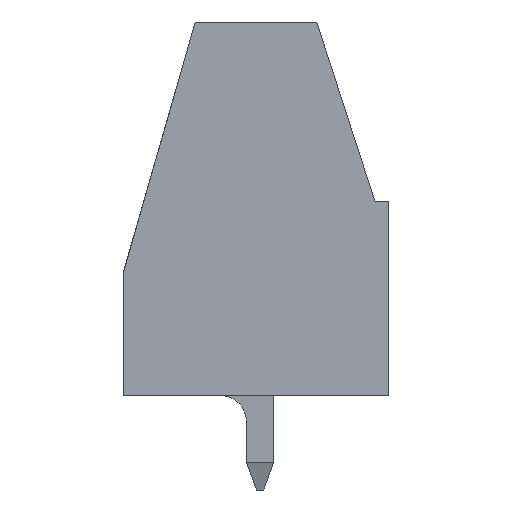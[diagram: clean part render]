
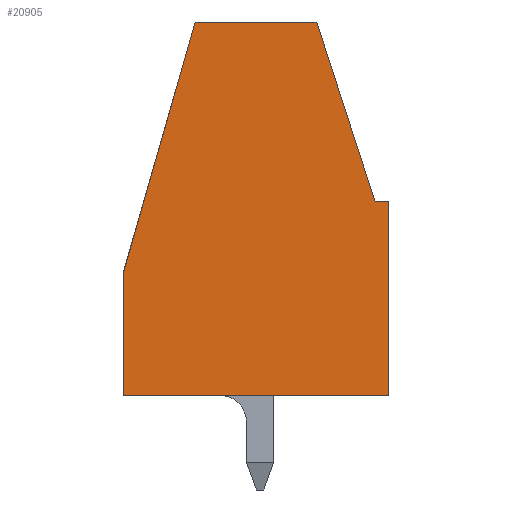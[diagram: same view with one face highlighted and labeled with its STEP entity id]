
A CAD part, left-side view. The second image highlights one B-rep face of the part: STEP entity #20905.
In plain terms, the highlighted planar face has unit normal (-1, 0, 0).
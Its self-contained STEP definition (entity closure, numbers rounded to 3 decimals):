
#9 = CARTESIAN_POINT ( 'NONE',  ( -11.43, 4.9, -13.8 ) ) ;
#133 = VERTEX_POINT ( 'NONE', #9 ) ;
#374 = VECTOR ( 'NONE', #15743, 1000. ) ;
#531 = FACE_OUTER_BOUND ( 'NONE', #19954, .T. ) ;
#723 = EDGE_CURVE ( 'NONE', #133, #26985, #24468, .T. ) ;
#1451 = CARTESIAN_POINT ( 'NONE',  ( -11.43, 2.25, 0. ) ) ;
#1568 = CARTESIAN_POINT ( 'NONE',  ( -11.43, -4.9, -13.8 ) ) ;
#2790 = EDGE_CURVE ( 'NONE', #16357, #5080, #3665, .T. ) ;
#2924 = ORIENTED_EDGE ( 'NONE', *, *, #3964, .F. ) ;
#3525 = EDGE_CURVE ( 'NONE', #26985, #16357, #7143, .T. ) ;
#3533 = AXIS2_PLACEMENT_3D ( 'NONE', #19491, #4260, #25790 ) ;
#3665 = LINE ( 'NONE', #9451, #11925 ) ;
#3964 = EDGE_CURVE ( 'NONE', #18887, #9441, #24322, .T. ) ;
#4260 = DIRECTION ( 'NONE',  ( -1., 0., 0. ) ) ;
#4978 = DIRECTION ( 'NONE',  ( 0., 0., 1. ) ) ;
#5080 = VERTEX_POINT ( 'NONE', #11092 ) ;
#5443 = EDGE_CURVE ( 'NONE', #18887, #19489, #17639, .T. ) ;
#7143 = LINE ( 'NONE', #24162, #16230 ) ;
#7445 = CARTESIAN_POINT ( 'NONE',  ( -11.43, 2.079, 0.596 ) ) ;
#7455 = DIRECTION ( 'NONE',  ( 0., -1., 0. ) ) ;
#7597 = CARTESIAN_POINT ( 'NONE',  ( -11.43, 4.9, -13.8 ) ) ;
#9283 = VECTOR ( 'NONE', #7455, 1000. ) ;
#9369 = EDGE_CURVE ( 'NONE', #5080, #9441, #17373, .T. ) ;
#9441 = VERTEX_POINT ( 'NONE', #13814 ) ;
#9451 = CARTESIAN_POINT ( 'NONE',  ( -11.43, 0., -6.617 ) ) ;
#9983 = DIRECTION ( 'NONE',  ( 0., 1., 0. ) ) ;
#10225 = LINE ( 'NONE', #12282, #374 ) ;
#11092 = CARTESIAN_POINT ( 'NONE',  ( -11.43, -4.4, -6.617 ) ) ;
#11319 = DIRECTION ( 'NONE',  ( 0., 0.276, -0.961 ) ) ;
#11915 = VECTOR ( 'NONE', #25721, 1000. ) ;
#11925 = VECTOR ( 'NONE', #9983, 1000. ) ;
#12282 = CARTESIAN_POINT ( 'NONE',  ( -11.43, 4.9, -13.8 ) ) ;
#12876 = ORIENTED_EDGE ( 'NONE', *, *, #3525, .T. ) ;
#13199 = PLANE ( 'NONE',  #3533 ) ;
#13814 = CARTESIAN_POINT ( 'NONE',  ( -11.43, -2.25, 0. ) ) ;
#13848 = ORIENTED_EDGE ( 'NONE', *, *, #9369, .T. ) ;
#14191 = CARTESIAN_POINT ( 'NONE',  ( -11.43, -4.9, -6.617 ) ) ;
#15743 = DIRECTION ( 'NONE',  ( 0., 0., 1. ) ) ;
#16230 = VECTOR ( 'NONE', #4978, 1000. ) ;
#16357 = VERTEX_POINT ( 'NONE', #14191 ) ;
#16861 = EDGE_CURVE ( 'NONE', #133, #19489, #10225, .T. ) ;
#17373 = LINE ( 'NONE', #21078, #11915 ) ;
#17639 = LINE ( 'NONE', #7445, #21934 ) ;
#18458 = ORIENTED_EDGE ( 'NONE', *, *, #16861, .F. ) ;
#18887 = VERTEX_POINT ( 'NONE', #1451 ) ;
#19066 = CARTESIAN_POINT ( 'NONE',  ( -11.43, 4.9, -9.242 ) ) ;
#19370 = ORIENTED_EDGE ( 'NONE', *, *, #723, .T. ) ;
#19489 = VERTEX_POINT ( 'NONE', #19066 ) ;
#19491 = CARTESIAN_POINT ( 'NONE',  ( -11.43, 4.9, -13.8 ) ) ;
#19954 = EDGE_LOOP ( 'NONE', ( #22056, #13848, #2924, #22114, #18458, #19370, #12876 ) ) ;
#20905 = ADVANCED_FACE ( 'NONE', ( #531 ), #13199, .T. ) ;
#21078 = CARTESIAN_POINT ( 'NONE',  ( -11.43, -2.035, 0.661 ) ) ;
#21858 = CARTESIAN_POINT ( 'NONE',  ( -11.43, 4.9, 0. ) ) ;
#21934 = VECTOR ( 'NONE', #11319, 1000. ) ;
#22056 = ORIENTED_EDGE ( 'NONE', *, *, #2790, .T. ) ;
#22114 = ORIENTED_EDGE ( 'NONE', *, *, #5443, .T. ) ;
#22136 = DIRECTION ( 'NONE',  ( 0., -1., 0. ) ) ;
#24095 = VECTOR ( 'NONE', #22136, 1000. ) ;
#24162 = CARTESIAN_POINT ( 'NONE',  ( -11.43, -4.9, -13.8 ) ) ;
#24322 = LINE ( 'NONE', #21858, #9283 ) ;
#24468 = LINE ( 'NONE', #7597, #24095 ) ;
#25721 = DIRECTION ( 'NONE',  ( 0., 0.309, 0.951 ) ) ;
#25790 = DIRECTION ( 'NONE',  ( 0., -1., 0. ) ) ;
#26985 = VERTEX_POINT ( 'NONE', #1568 ) ;
